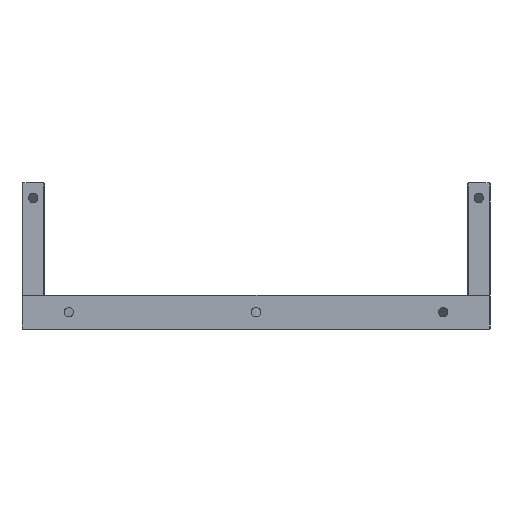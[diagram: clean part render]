
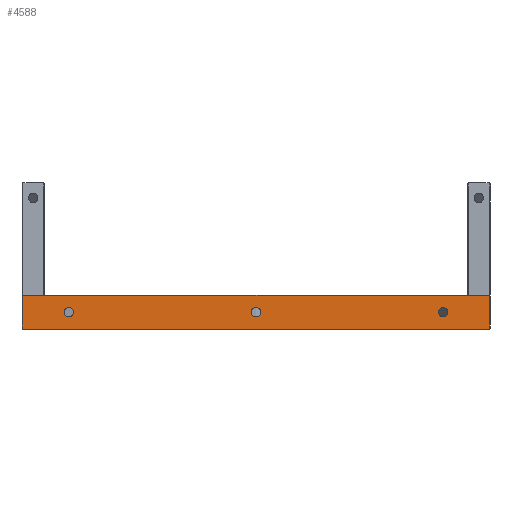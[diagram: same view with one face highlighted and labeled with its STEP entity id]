
A CAD part, front view. The second image highlights one B-rep face of the part: STEP entity #4588.
In plain terms, the highlighted planar face has unit normal (0, -1, 0).
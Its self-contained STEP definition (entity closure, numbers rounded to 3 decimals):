
#57 = VECTOR ( 'NONE', #3528, 1000. ) ;
#84 = CARTESIAN_POINT ( 'NONE',  ( -125., -150., -17.5 ) ) ;
#152 = FACE_BOUND ( 'NONE', #3503, .T. ) ;
#331 = CARTESIAN_POINT ( 'NONE',  ( 124.5, -150., 0. ) ) ;
#376 = EDGE_CURVE ( 'NONE', #930, #5848, #590, .T. ) ;
#407 = CARTESIAN_POINT ( 'NONE',  ( 100., -150., -9. ) ) ;
#428 = LINE ( 'NONE', #2999, #1679 ) ;
#445 = CIRCLE ( 'NONE', #5861, 2.5 ) ;
#469 = EDGE_LOOP ( 'NONE', ( #3556, #4009 ) ) ;
#480 = DIRECTION ( 'NONE',  ( 0., 0., -1. ) ) ;
#539 = AXIS2_PLACEMENT_3D ( 'NONE', #1749, #4546, #480 ) ;
#579 = LINE ( 'NONE', #5601, #3155 ) ;
#590 = LINE ( 'NONE', #1971, #976 ) ;
#606 = CARTESIAN_POINT ( 'NONE',  ( 124.5, -150., -18. ) ) ;
#636 = DIRECTION ( 'NONE',  ( 1., 0., 0. ) ) ;
#708 = CARTESIAN_POINT ( 'NONE',  ( -8.75, -150., 115.75 ) ) ;
#722 = DIRECTION ( 'NONE',  ( 1., 0., 0. ) ) ;
#735 = VECTOR ( 'NONE', #5703, 1000. ) ;
#742 = DIRECTION ( 'NONE',  ( 0., 0., -1. ) ) ;
#763 = VERTEX_POINT ( 'NONE', #3661 ) ;
#801 = LINE ( 'NONE', #708, #735 ) ;
#824 = CIRCLE ( 'NONE', #5486, 2.5 ) ;
#912 = DIRECTION ( 'NONE',  ( 0., 0., -1. ) ) ;
#930 = VERTEX_POINT ( 'NONE', #606 ) ;
#936 = ORIENTED_EDGE ( 'NONE', *, *, #376, .T. ) ;
#940 = ORIENTED_EDGE ( 'NONE', *, *, #1765, .F. ) ;
#976 = VECTOR ( 'NONE', #1031, 1000. ) ;
#990 = EDGE_CURVE ( 'NONE', #3113, #930, #579, .T. ) ;
#1031 = DIRECTION ( 'NONE',  ( 0.707, 0., 0.707 ) ) ;
#1197 = CARTESIAN_POINT ( 'NONE',  ( 125., -150., -18. ) ) ;
#1214 = DIRECTION ( 'NONE',  ( 0., -1., 0. ) ) ;
#1222 = ORIENTED_EDGE ( 'NONE', *, *, #2566, .F. ) ;
#1266 = EDGE_LOOP ( 'NONE', ( #3741, #1699, #5163, #5776, #5728, #1280, #3550, #936 ) ) ;
#1280 = ORIENTED_EDGE ( 'NONE', *, *, #3496, .T. ) ;
#1283 = EDGE_CURVE ( 'NONE', #5037, #1987, #3749, .T. ) ;
#1381 = CARTESIAN_POINT ( 'NONE',  ( 0.25, -150., -142.75 ) ) ;
#1406 = VERTEX_POINT ( 'NONE', #3451 ) ;
#1435 = EDGE_CURVE ( 'NONE', #5848, #2395, #5275, .T. ) ;
#1490 = DIRECTION ( 'NONE',  ( 0., -1., 0. ) ) ;
#1525 = VERTEX_POINT ( 'NONE', #331 ) ;
#1580 = CARTESIAN_POINT ( 'NONE',  ( 125., -150., -17.5 ) ) ;
#1598 = CARTESIAN_POINT ( 'NONE',  ( -124.5, -150., 0. ) ) ;
#1610 = AXIS2_PLACEMENT_3D ( 'NONE', #4373, #5193, #5281 ) ;
#1679 = VECTOR ( 'NONE', #2558, 1000. ) ;
#1699 = ORIENTED_EDGE ( 'NONE', *, *, #1939, .T. ) ;
#1749 = CARTESIAN_POINT ( 'NONE',  ( -100., -150., -9. ) ) ;
#1765 = EDGE_CURVE ( 'NONE', #4136, #763, #3206, .T. ) ;
#1767 = CARTESIAN_POINT ( 'NONE',  ( -125., -150., -18. ) ) ;
#1939 = EDGE_CURVE ( 'NONE', #2395, #1525, #428, .T. ) ;
#1960 = VECTOR ( 'NONE', #3732, 1000. ) ;
#1961 = FACE_OUTER_BOUND ( 'NONE', #1266, .T. ) ;
#1971 = CARTESIAN_POINT ( 'NONE',  ( 124.75, -150., -17.75 ) ) ;
#1987 = VERTEX_POINT ( 'NONE', #5262 ) ;
#2171 = ORIENTED_EDGE ( 'NONE', *, *, #4247, .F. ) ;
#2224 = VERTEX_POINT ( 'NONE', #1598 ) ;
#2242 = LINE ( 'NONE', #1381, #3654 ) ;
#2350 = CARTESIAN_POINT ( 'NONE',  ( 125., -150., 0. ) ) ;
#2360 = AXIS2_PLACEMENT_3D ( 'NONE', #5763, #1214, #2997 ) ;
#2363 = EDGE_CURVE ( 'NONE', #2224, #1525, #4108, .T. ) ;
#2395 = VERTEX_POINT ( 'NONE', #5149 ) ;
#2402 = EDGE_CURVE ( 'NONE', #1406, #3759, #4925, .T. ) ;
#2481 = EDGE_LOOP ( 'NONE', ( #2171, #5337 ) ) ;
#2558 = DIRECTION ( 'NONE',  ( -0.707, 0., 0.707 ) ) ;
#2563 = CARTESIAN_POINT ( 'NONE',  ( -100., -150., -6.5 ) ) ;
#2566 = EDGE_CURVE ( 'NONE', #763, #4136, #824, .T. ) ;
#2617 = EDGE_CURVE ( 'NONE', #5307, #3083, #3120, .T. ) ;
#2776 = CARTESIAN_POINT ( 'NONE',  ( 100., -150., -9. ) ) ;
#2829 = CARTESIAN_POINT ( 'NONE',  ( -125., -150., -0.5 ) ) ;
#2892 = FACE_BOUND ( 'NONE', #469, .T. ) ;
#2921 = DIRECTION ( 'NONE',  ( 0., 0., 1. ) ) ;
#2997 = DIRECTION ( 'NONE',  ( 0., 0., -1. ) ) ;
#2999 = CARTESIAN_POINT ( 'NONE',  ( 133.75, -150., -9.25 ) ) ;
#3083 = VERTEX_POINT ( 'NONE', #2829 ) ;
#3113 = VERTEX_POINT ( 'NONE', #4260 ) ;
#3120 = LINE ( 'NONE', #1767, #57 ) ;
#3152 = CARTESIAN_POINT ( 'NONE',  ( 0., -150., -11.5 ) ) ;
#3155 = VECTOR ( 'NONE', #636, 1000. ) ;
#3180 = EDGE_CURVE ( 'NONE', #3759, #1406, #445, .T. ) ;
#3193 = EDGE_CURVE ( 'NONE', #2224, #3083, #801, .T. ) ;
#3206 = CIRCLE ( 'NONE', #5663, 2.5 ) ;
#3337 = CARTESIAN_POINT ( 'NONE',  ( 125., -150., -18. ) ) ;
#3451 = CARTESIAN_POINT ( 'NONE',  ( 0., -150., -6.5 ) ) ;
#3496 = EDGE_CURVE ( 'NONE', #5307, #3113, #2242, .T. ) ;
#3503 = EDGE_LOOP ( 'NONE', ( #940, #1222 ) ) ;
#3509 = CIRCLE ( 'NONE', #1610, 2.5 ) ;
#3528 = DIRECTION ( 'NONE',  ( 0., 0., 1. ) ) ;
#3550 = ORIENTED_EDGE ( 'NONE', *, *, #990, .T. ) ;
#3556 = ORIENTED_EDGE ( 'NONE', *, *, #3180, .F. ) ;
#3611 = AXIS2_PLACEMENT_3D ( 'NONE', #3337, #5749, #722 ) ;
#3654 = VECTOR ( 'NONE', #5010, 1000. ) ;
#3661 = CARTESIAN_POINT ( 'NONE',  ( 100., -150., -6.5 ) ) ;
#3687 = PLANE ( 'NONE',  #3611 ) ;
#3732 = DIRECTION ( 'NONE',  ( 1., 0., 0. ) ) ;
#3741 = ORIENTED_EDGE ( 'NONE', *, *, #1435, .T. ) ;
#3749 = CIRCLE ( 'NONE', #539, 2.5 ) ;
#3759 = VERTEX_POINT ( 'NONE', #3152 ) ;
#3874 = DIRECTION ( 'NONE',  ( 0., -1., 0. ) ) ;
#3960 = DIRECTION ( 'NONE',  ( 0., -1., 0. ) ) ;
#4009 = ORIENTED_EDGE ( 'NONE', *, *, #2402, .F. ) ;
#4108 = LINE ( 'NONE', #2350, #1960 ) ;
#4130 = CARTESIAN_POINT ( 'NONE',  ( 100., -150., -11.5 ) ) ;
#4136 = VERTEX_POINT ( 'NONE', #4130 ) ;
#4209 = FACE_BOUND ( 'NONE', #2481, .T. ) ;
#4247 = EDGE_CURVE ( 'NONE', #1987, #5037, #3509, .T. ) ;
#4260 = CARTESIAN_POINT ( 'NONE',  ( -124.5, -150., -18. ) ) ;
#4373 = CARTESIAN_POINT ( 'NONE',  ( -100., -150., -9. ) ) ;
#4546 = DIRECTION ( 'NONE',  ( 0., -1., 0. ) ) ;
#4588 = ADVANCED_FACE ( 'NONE', ( #2892, #4209, #152, #1961 ), #3687, .T. ) ;
#4637 = DIRECTION ( 'NONE',  ( 0., 0., -1. ) ) ;
#4880 = CARTESIAN_POINT ( 'NONE',  ( 0., -150., -9. ) ) ;
#4925 = CIRCLE ( 'NONE', #2360, 2.5 ) ;
#4999 = VECTOR ( 'NONE', #2921, 1000. ) ;
#5010 = DIRECTION ( 'NONE',  ( 0.707, 0., -0.707 ) ) ;
#5037 = VERTEX_POINT ( 'NONE', #2563 ) ;
#5149 = CARTESIAN_POINT ( 'NONE',  ( 125., -150., -0.5 ) ) ;
#5163 = ORIENTED_EDGE ( 'NONE', *, *, #2363, .F. ) ;
#5193 = DIRECTION ( 'NONE',  ( 0., -1., 0. ) ) ;
#5262 = CARTESIAN_POINT ( 'NONE',  ( -100., -150., -11.5 ) ) ;
#5275 = LINE ( 'NONE', #1197, #4999 ) ;
#5281 = DIRECTION ( 'NONE',  ( 0., 0., -1. ) ) ;
#5307 = VERTEX_POINT ( 'NONE', #84 ) ;
#5337 = ORIENTED_EDGE ( 'NONE', *, *, #1283, .F. ) ;
#5486 = AXIS2_PLACEMENT_3D ( 'NONE', #407, #3960, #912 ) ;
#5601 = CARTESIAN_POINT ( 'NONE',  ( 125., -150., -18. ) ) ;
#5663 = AXIS2_PLACEMENT_3D ( 'NONE', #2776, #1490, #4637 ) ;
#5703 = DIRECTION ( 'NONE',  ( -0.707, 0., -0.707 ) ) ;
#5728 = ORIENTED_EDGE ( 'NONE', *, *, #2617, .F. ) ;
#5749 = DIRECTION ( 'NONE',  ( 0., -1., 0. ) ) ;
#5763 = CARTESIAN_POINT ( 'NONE',  ( 0., -150., -9. ) ) ;
#5776 = ORIENTED_EDGE ( 'NONE', *, *, #3193, .T. ) ;
#5848 = VERTEX_POINT ( 'NONE', #1580 ) ;
#5861 = AXIS2_PLACEMENT_3D ( 'NONE', #4880, #3874, #742 ) ;
